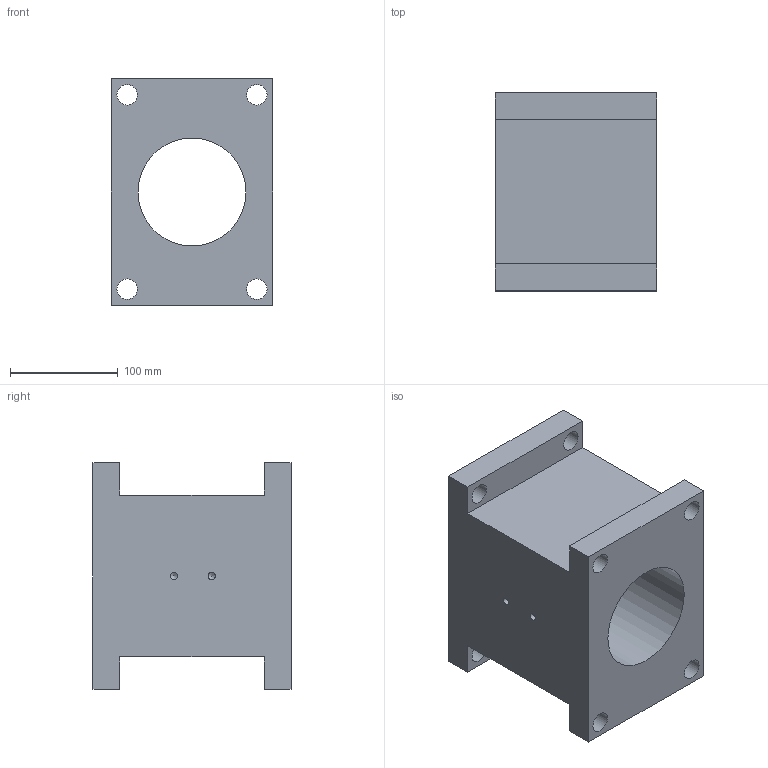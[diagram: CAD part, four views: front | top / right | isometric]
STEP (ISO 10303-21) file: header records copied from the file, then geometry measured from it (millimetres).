
FILE_DESCRIPTION(/* description */ (''),/* implementation_level */ '2;1');
FILE_NAME(/* name */ 'WLH-100A(網頁用).stp',/* time_stamp */ '2020-07-23T16:45:05+08:00',/* author */ ('james_hsu'),/* organization */ (''),/* preprocessor_version */ 'ST-DEVELOPER v15.6',/* originating_system */ 'Autodesk Inventor 2015',/* authorisation */ '');
FILE_SCHEMA (('AUTOMOTIVE_DESIGN { 1 0 10303 214 3 1 1 }'));
Length unit declared in the file: millimetre
Products named in the file (1): WLH-100A(網頁用)
Bounding box: 150 x 183.5 x 210 mm (x, y, z)
Volume: 3078193.5 mm3; surface area: 247824.3 mm2
Topology: 1 solids, 1 shells, 35 faces, 91 edges, 60 vertices
Faces by surface type: plane 16, cylinder 13, cone 6
Full cylindrical faces by diameter (mm): 6.647 x2, 7.95 x2, 19 x8, 100 x1
Entity records: 990 total; most frequent: DIRECTION 168, CARTESIAN_POINT 156, ORIENTED_EDGE 132, EDGE_LOOP 74, EDGE_CURVE 66, AXIS2_PLACEMENT_3D 66, VERTEX_POINT 54, FACE_BOUND 39
